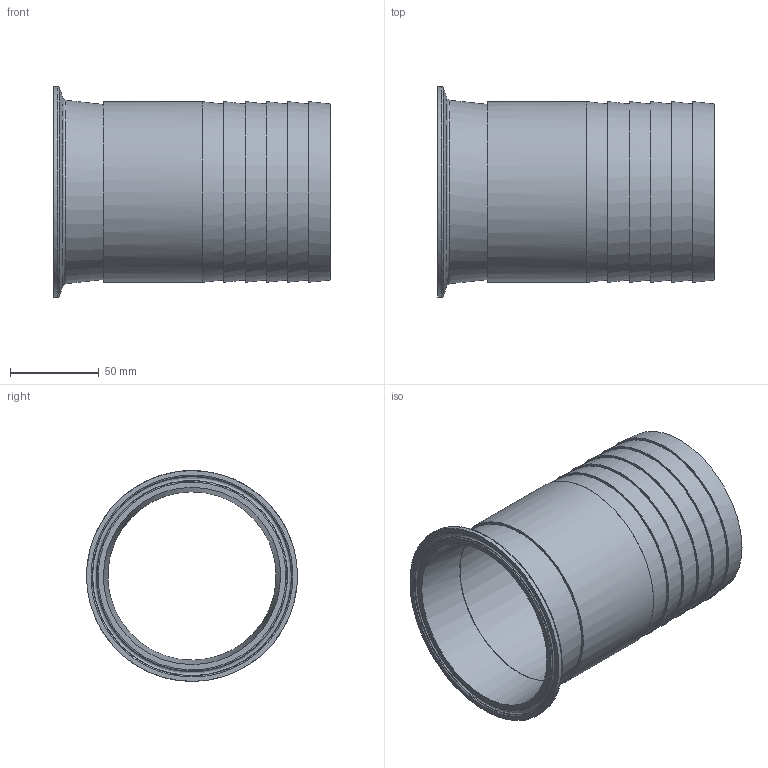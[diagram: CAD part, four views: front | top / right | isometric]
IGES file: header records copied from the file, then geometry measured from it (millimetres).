
Global section: file name: 26070100000; native system: Autodesk Inventor 2015; preprocessor: unknown; author: Struska Martin; date: 20160308.115938; units: millimetre
Bounding box: 156 x 118.99 x 118.97 mm (x, y, z)
Volume: 142959.5 mm3; surface area: 105888.3 mm2
Topology: 1 solids, 1 shells, 30 faces, 83 edges, 64 vertices
Faces by surface type: bspline 30
